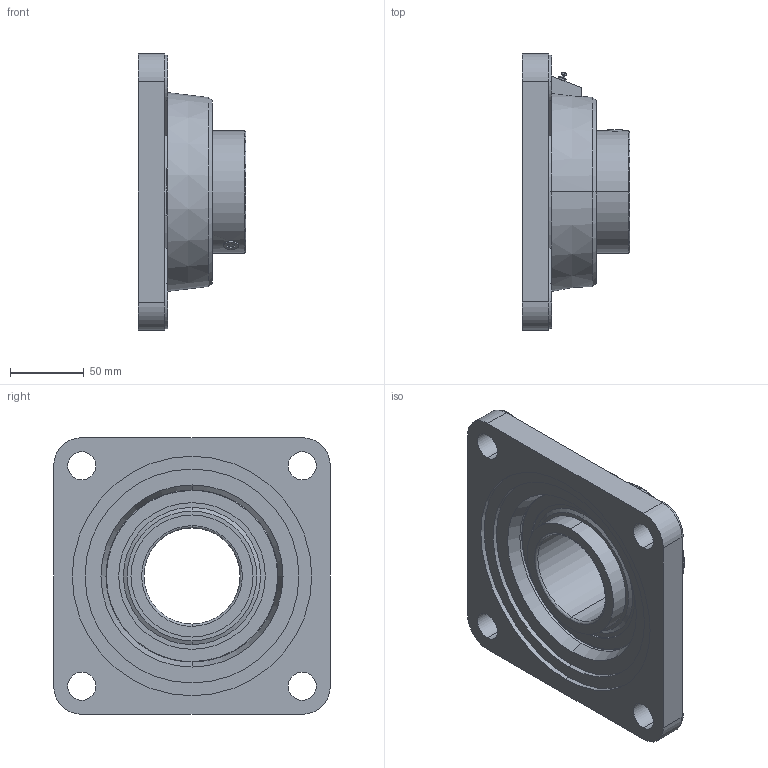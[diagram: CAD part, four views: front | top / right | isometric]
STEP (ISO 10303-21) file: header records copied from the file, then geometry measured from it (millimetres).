
FILE_DESCRIPTION (( 'STEP AP203' ), '1' );
FILE_NAME ('FYJ 65 TF-65.STEP', '2018-01-17T14:47:45', ( 'default' ), ( '' ), 'SwSTEP 2.0', 'SolidWorks 2017', '' );
FILE_SCHEMA (( 'CONFIG_CONTROL_DESIGN' ));
Length unit declared in the file: millimetre
Products named in the file (1): FYJ 65 TF-65
Bounding box: 72.9 x 187 x 187 mm (x, y, z)
Volume: 742117.4 mm3; surface area: 144394.1 mm2
Topology: 2 solids, 2 shells, 264 faces, 715 edges, 467 vertices
Faces by surface type: plane 113, cylinder 111, bspline 22, cone 18
Entity records: 9653 total; most frequent: CARTESIAN_POINT 2843, DIRECTION 1434, ORIENTED_EDGE 1418, EDGE_CURVE 709, AXIS2_PLACEMENT_3D 522, VERTEX_POINT 467, LINE 390, VECTOR 390
